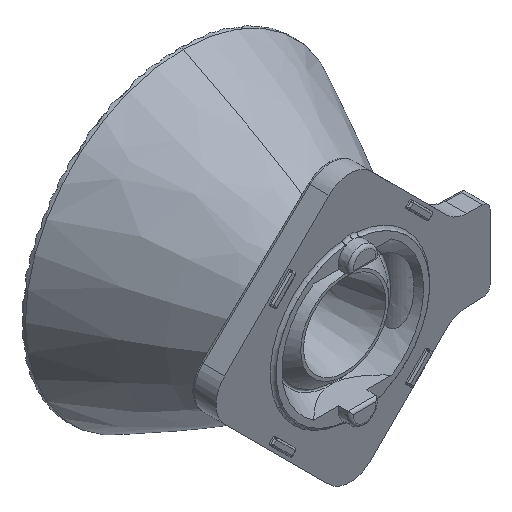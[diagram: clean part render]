
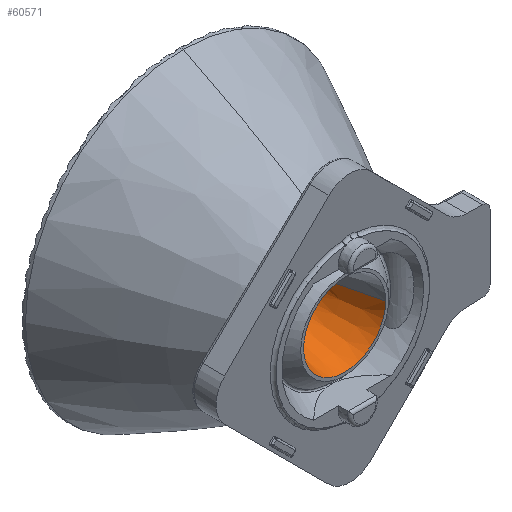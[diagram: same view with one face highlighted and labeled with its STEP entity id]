
A CAD part, isometric view. The second image highlights one B-rep face of the part: STEP entity #60571.
In plain terms, the highlighted conical face has half-angle 13.818 degrees and reference radius 2.787 mm.
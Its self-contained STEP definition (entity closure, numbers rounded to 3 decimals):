
#843 = ORIENTED_EDGE ( 'NONE', *, *, #17103, .F. ) ;
#844 = VECTOR ( 'NONE', #114051, 1000. ) ;
#1590 = FACE_OUTER_BOUND ( 'NONE', #97137, .T. ) ;
#8472 = LINE ( 'NONE', #9149, #844 ) ;
#9149 = CARTESIAN_POINT ( 'NONE',  ( -2.787, 0.55, 0. ) ) ;
#11440 = DIRECTION ( 'NONE',  ( 0., -1., 0. ) ) ;
#11544 = VERTEX_POINT ( 'NONE', #44042 ) ;
#17103 = EDGE_CURVE ( 'NONE', #85413, #11544, #100279, .T. ) ;
#23563 = CARTESIAN_POINT ( 'NONE',  ( 0., 0.55, 0. ) ) ;
#25299 = EDGE_CURVE ( 'NONE', #29063, #58371, #8472, .T. ) ;
#29063 = VERTEX_POINT ( 'NONE', #52291 ) ;
#34316 = ORIENTED_EDGE ( 'NONE', *, *, #25299, .T. ) ;
#38604 = DIRECTION ( 'NONE',  ( 0.239, -0.971, 0. ) ) ;
#43128 = ORIENTED_EDGE ( 'NONE', *, *, #104378, .T. ) ;
#44042 = CARTESIAN_POINT ( 'NONE',  ( 2.787, 0.55, 0. ) ) ;
#48235 = CARTESIAN_POINT ( 'NONE',  ( 2.787, 0.55, 0. ) ) ;
#49767 = CARTESIAN_POINT ( 'NONE',  ( 0., 0.55, 0. ) ) ;
#50125 = EDGE_CURVE ( 'NONE', #29063, #85413, #60215, .T. ) ;
#52291 = CARTESIAN_POINT ( 'NONE',  ( -1.919, 4.078, 0. ) ) ;
#52640 = DIRECTION ( 'NONE',  ( 1., 0., 0. ) ) ;
#55139 = DIRECTION ( 'NONE',  ( 0., -1., 0. ) ) ;
#58371 = VERTEX_POINT ( 'NONE', #129982 ) ;
#60215 = CIRCLE ( 'NONE', #97321, 1.919 ) ;
#60571 = ADVANCED_FACE ( 'NONE', ( #1590 ), #98653, .F. ) ;
#62316 = AXIS2_PLACEMENT_3D ( 'NONE', #49767, #123118, #134788 ) ;
#64743 = DIRECTION ( 'NONE',  ( 1., 0., 0. ) ) ;
#85413 = VERTEX_POINT ( 'NONE', #126626 ) ;
#89455 = VECTOR ( 'NONE', #38604, 1000. ) ;
#92182 = ORIENTED_EDGE ( 'NONE', *, *, #50125, .F. ) ;
#97137 = EDGE_LOOP ( 'NONE', ( #92182, #34316, #43128, #843 ) ) ;
#97321 = AXIS2_PLACEMENT_3D ( 'NONE', #105383, #11440, #52640 ) ;
#98653 = CONICAL_SURFACE ( 'NONE', #131496, 2.787, 0.241 ) ;
#100279 = LINE ( 'NONE', #48235, #89455 ) ;
#104378 = EDGE_CURVE ( 'NONE', #58371, #11544, #121387, .T. ) ;
#105383 = CARTESIAN_POINT ( 'NONE',  ( 0., 4.078, 0. ) ) ;
#114051 = DIRECTION ( 'NONE',  ( -0.239, -0.971, 0. ) ) ;
#121387 = CIRCLE ( 'NONE', #62316, 2.787 ) ;
#123118 = DIRECTION ( 'NONE',  ( 0., -1., 0. ) ) ;
#126626 = CARTESIAN_POINT ( 'NONE',  ( 1.919, 4.078, 0. ) ) ;
#129982 = CARTESIAN_POINT ( 'NONE',  ( -2.787, 0.55, 0. ) ) ;
#131496 = AXIS2_PLACEMENT_3D ( 'NONE', #23563, #55139, #64743 ) ;
#134788 = DIRECTION ( 'NONE',  ( 0., 0., -1. ) ) ;
